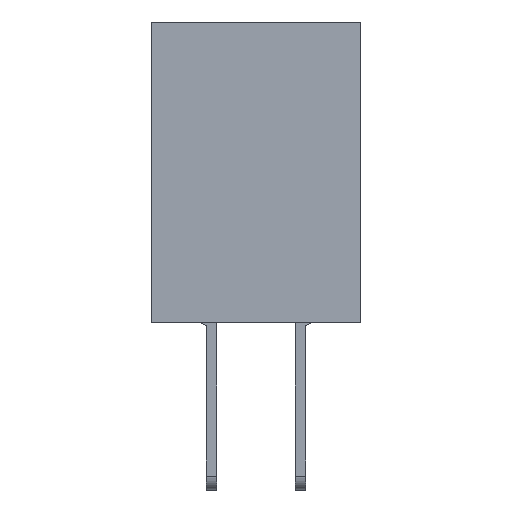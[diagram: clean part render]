
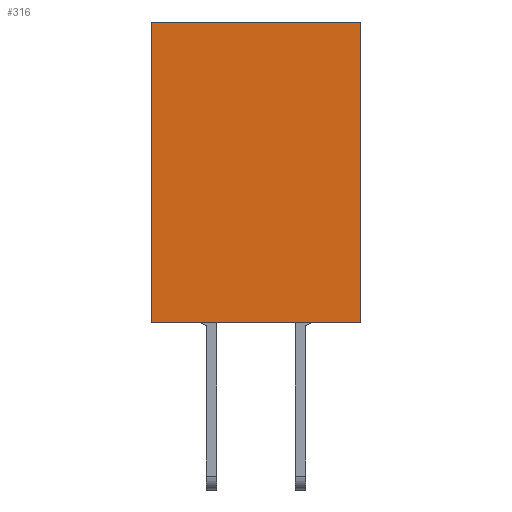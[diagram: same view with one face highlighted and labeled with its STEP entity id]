
A CAD part, left-side view. The second image highlights one B-rep face of the part: STEP entity #316.
In plain terms, the highlighted planar face has unit normal (-1, 0, 0).
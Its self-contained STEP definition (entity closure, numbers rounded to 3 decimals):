
#316 = ADVANCED_FACE ( 'NONE', ( #4554 ), #1053, .T. ) ;
#529 = ORIENTED_EDGE ( 'NONE', *, *, #20045, .F. ) ;
#1053 = PLANE ( 'NONE',  #6553 ) ;
#1236 = LINE ( 'NONE', #17770, #17269 ) ;
#1366 = CARTESIAN_POINT ( 'NONE',  ( -1.47, -1.5, 4.3 ) ) ;
#1470 = DIRECTION ( 'NONE',  ( 0., 1., 0. ) ) ;
#2332 = VECTOR ( 'NONE', #3675, 1000. ) ;
#2672 = VERTEX_POINT ( 'NONE', #5197 ) ;
#2964 = EDGE_LOOP ( 'NONE', ( #6009, #529, #14097, #8038 ) ) ;
#3034 = CARTESIAN_POINT ( 'NONE',  ( -1.47, -1.5, 0. ) ) ;
#3102 = EDGE_CURVE ( 'NONE', #12483, #2672, #1236, .T. ) ;
#3560 = DIRECTION ( 'NONE',  ( -1., 0., 0. ) ) ;
#3675 = DIRECTION ( 'NONE',  ( 0., -1., 0. ) ) ;
#3702 = CARTESIAN_POINT ( 'NONE',  ( -1.47, -1.5, 0. ) ) ;
#4554 = FACE_OUTER_BOUND ( 'NONE', #2964, .T. ) ;
#5197 = CARTESIAN_POINT ( 'NONE',  ( -1.47, 1.5, 4.3 ) ) ;
#6009 = ORIENTED_EDGE ( 'NONE', *, *, #8345, .F. ) ;
#6087 = LINE ( 'NONE', #3034, #14096 ) ;
#6553 = AXIS2_PLACEMENT_3D ( 'NONE', #20203, #3560, #1470 ) ;
#7625 = VERTEX_POINT ( 'NONE', #3702 ) ;
#8038 = ORIENTED_EDGE ( 'NONE', *, *, #16266, .F. ) ;
#8345 = EDGE_CURVE ( 'NONE', #15172, #7625, #11558, .T. ) ;
#10329 = CARTESIAN_POINT ( 'NONE',  ( -1.47, 1.5, 4.3 ) ) ;
#11558 = LINE ( 'NONE', #14733, #21012 ) ;
#11772 = DIRECTION ( 'NONE',  ( 0., 0., -1. ) ) ;
#12284 = LINE ( 'NONE', #10329, #2332 ) ;
#12483 = VERTEX_POINT ( 'NONE', #16842 ) ;
#14096 = VECTOR ( 'NONE', #19257, 1000. ) ;
#14097 = ORIENTED_EDGE ( 'NONE', *, *, #3102, .F. ) ;
#14661 = DIRECTION ( 'NONE',  ( 0., 0., 1. ) ) ;
#14733 = CARTESIAN_POINT ( 'NONE',  ( -1.47, -1.5, 4.3 ) ) ;
#15172 = VERTEX_POINT ( 'NONE', #1366 ) ;
#16266 = EDGE_CURVE ( 'NONE', #7625, #12483, #6087, .T. ) ;
#16842 = CARTESIAN_POINT ( 'NONE',  ( -1.47, 1.5, 0. ) ) ;
#17269 = VECTOR ( 'NONE', #14661, 1000. ) ;
#17770 = CARTESIAN_POINT ( 'NONE',  ( -1.47, 1.5, 0. ) ) ;
#19257 = DIRECTION ( 'NONE',  ( 0., 1., 0. ) ) ;
#20045 = EDGE_CURVE ( 'NONE', #2672, #15172, #12284, .T. ) ;
#20203 = CARTESIAN_POINT ( 'NONE',  ( -1.47, 0., 0. ) ) ;
#21012 = VECTOR ( 'NONE', #11772, 1000. ) ;
